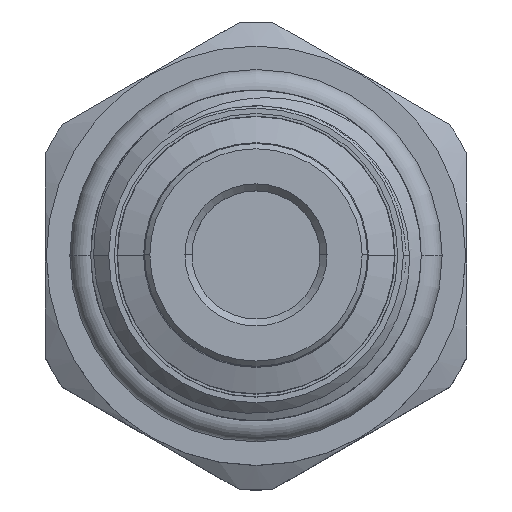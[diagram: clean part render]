
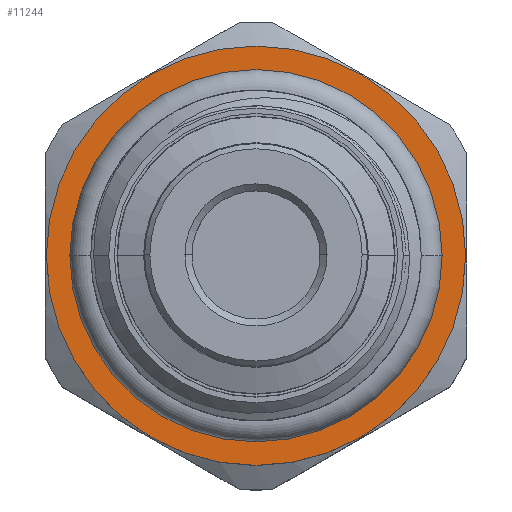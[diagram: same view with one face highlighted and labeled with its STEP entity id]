
A CAD part, top view. The second image highlights one B-rep face of the part: STEP entity #11244.
In plain terms, the highlighted planar face has unit normal (0, 0, 1).
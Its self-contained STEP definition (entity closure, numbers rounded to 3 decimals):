
#2027 = CARTESIAN_POINT ( 'NONE',  ( 0., -11.95, 16.47 ) ) ;
#2035 = PLANE ( 'NONE',  #12004 ) ;
#2037 = DIRECTION ( 'NONE',  ( 0., 0., 1. ) ) ;
#2038 = DIRECTION ( 'NONE',  ( -1., 0., 0. ) ) ;
#9424 = CARTESIAN_POINT ( 'NONE',  ( -8.895, 0., 16.47 ) ) ;
#9534 = CARTESIAN_POINT ( 'NONE',  ( -11.95, 0., 16.47 ) ) ;
#9549 = CARTESIAN_POINT ( 'NONE',  ( 11.95, 0., 16.47 ) ) ;
#9648 = CARTESIAN_POINT ( 'NONE',  ( 8.895, 0., 16.47 ) ) ;
#10422 = EDGE_CURVE ( 'NONE', #18130, #18354, #22893, .T. ) ;
#10495 = EDGE_CURVE ( 'NONE', #18240, #18255, #13267, .T. ) ;
#10931 = EDGE_CURVE ( 'NONE', #18255, #18240, #13689, .T. ) ;
#10932 = EDGE_CURVE ( 'NONE', #18354, #18130, #13690, .T. ) ;
#11244 = ADVANCED_FACE ( 'NONE', ( #14102, #14105 ), #2035, .T. ) ;
#11587 = AXIS2_PLACEMENT_3D ( 'NONE', #12692, #12693, #12694 ) ;
#11627 = AXIS2_PLACEMENT_3D ( 'NONE', #13030, #13031, #13032 ) ;
#11786 = AXIS2_PLACEMENT_3D ( 'NONE', #16855, #16856, #16857 ) ;
#11787 = AXIS2_PLACEMENT_3D ( 'NONE', #16860, #16861, #16862 ) ;
#12004 = AXIS2_PLACEMENT_3D ( 'NONE', #2027, #2037, #2038 ) ;
#12692 = CARTESIAN_POINT ( 'NONE',  ( 0., 0., 16.47 ) ) ;
#12693 = DIRECTION ( 'NONE',  ( 0., 0., -1. ) ) ;
#12694 = DIRECTION ( 'NONE',  ( -1., 0., 0. ) ) ;
#13030 = CARTESIAN_POINT ( 'NONE',  ( 0., 0., 16.47 ) ) ;
#13031 = DIRECTION ( 'NONE',  ( 0., 0., 1. ) ) ;
#13032 = DIRECTION ( 'NONE',  ( -1., 0., 0. ) ) ;
#13267 = CIRCLE ( 'NONE', #11627, 11.95 ) ;
#13689 = CIRCLE ( 'NONE', #11786, 11.95 ) ;
#13690 = CIRCLE ( 'NONE', #11787, 8.895 ) ;
#14102 = FACE_BOUND ( 'NONE', #18048, .T. ) ;
#14105 = FACE_OUTER_BOUND ( 'NONE', #17952, .T. ) ;
#16855 = CARTESIAN_POINT ( 'NONE',  ( 0., 0., 16.47 ) ) ;
#16856 = DIRECTION ( 'NONE',  ( 0., 0., 1. ) ) ;
#16857 = DIRECTION ( 'NONE',  ( -1., 0., 0. ) ) ;
#16860 = CARTESIAN_POINT ( 'NONE',  ( 0., 0., 16.47 ) ) ;
#16861 = DIRECTION ( 'NONE',  ( 0., 0., -1. ) ) ;
#16862 = DIRECTION ( 'NONE',  ( -1., 0., 0. ) ) ;
#17952 = EDGE_LOOP ( 'NONE', ( #19139, #19140 ) ) ;
#18048 = EDGE_LOOP ( 'NONE', ( #19137, #19138 ) ) ;
#18130 = VERTEX_POINT ( 'NONE', #9424 ) ;
#18240 = VERTEX_POINT ( 'NONE', #9534 ) ;
#18255 = VERTEX_POINT ( 'NONE', #9549 ) ;
#18354 = VERTEX_POINT ( 'NONE', #9648 ) ;
#19137 = ORIENTED_EDGE ( 'NONE', *, *, #10422, .T. ) ;
#19138 = ORIENTED_EDGE ( 'NONE', *, *, #10932, .T. ) ;
#19139 = ORIENTED_EDGE ( 'NONE', *, *, #10495, .T. ) ;
#19140 = ORIENTED_EDGE ( 'NONE', *, *, #10931, .T. ) ;
#22893 = CIRCLE ( 'NONE', #11587, 8.895 ) ;
